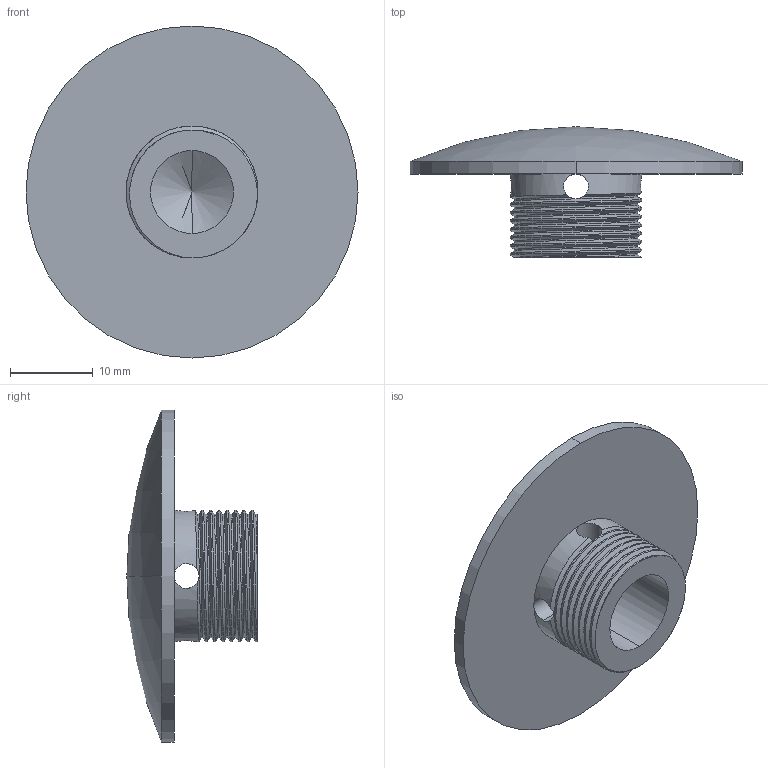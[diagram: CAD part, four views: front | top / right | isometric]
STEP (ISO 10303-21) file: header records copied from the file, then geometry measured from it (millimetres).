
FILE_DESCRIPTION (( 'STEP AP214' ), '1' );
FILE_NAME ('23-03-25 BUZE VIS.STEP', '2023-03-25T18:28:45', ( '' ), ( '' ), 'SwSTEP 2.0', 'SolidWorks 2022', '' );
FILE_SCHEMA (( 'AUTOMOTIVE_DESIGN' ));
Length unit declared in the file: millimetre
Products named in the file (1): 23-03-25 BUZE VIS
Bounding box: 40 x 15.7 x 40 mm (x, y, z)
Volume: 5523.9 mm3; surface area: 3825.3 mm2
Topology: 1 solids, 1 shells, 44 faces, 137 edges, 87 vertices
Faces by surface type: cylinder 31, bspline 7, cone 2, sphere 2, plane 2
Entity records: 4339 total; most frequent: CARTESIAN_POINT 3313, ORIENTED_EDGE 270, DIRECTION 142, EDGE_CURVE 135, VERTEX_POINT 87, AXIS2_PLACEMENT_3D 57, B_SPLINE_CURVE_WITH_KNOTS 49, EDGE_LOOP 46
